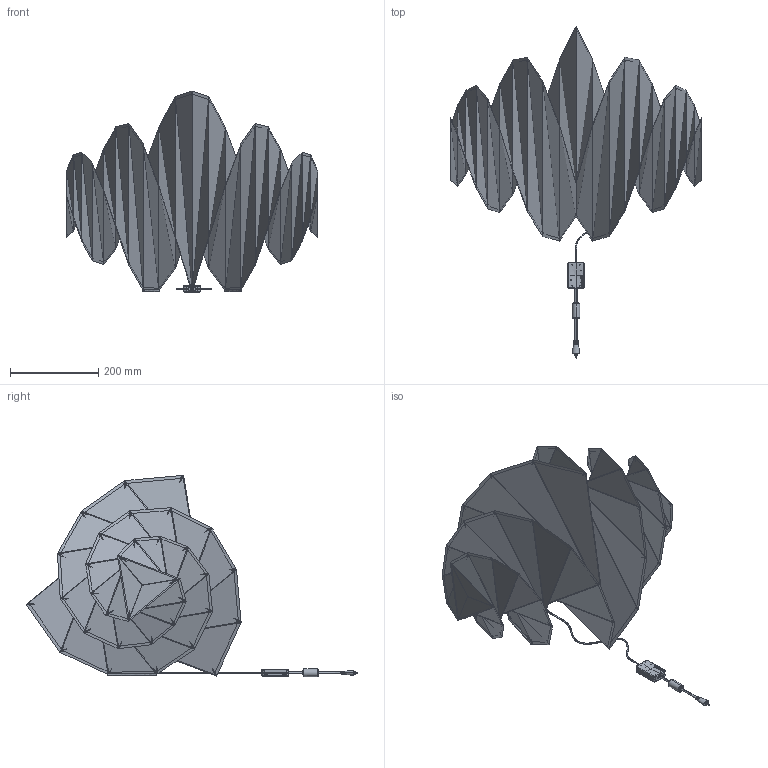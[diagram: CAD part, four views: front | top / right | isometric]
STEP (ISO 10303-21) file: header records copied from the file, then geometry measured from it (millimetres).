
FILE_DESCRIPTION(/* description */ (''),/* implementation_level */ '2;1');
FILE_NAME(/* name */ 'IN-EI TR 011_3D',/* time_stamp */ '2012-05-22T14:30:01+02:00',/* author */ (''),/* organization */ (''),/* preprocessor_version */ 'ST-DEVELOPER v10',/* originating_system */ '',/* authorisation */ '');
FILE_SCHEMA (('CONFIG_CONTROL_DESIGN'));
Length unit declared in the file: millimetre
Products named in the file (1): 1
Bounding box: 568.96 x 750.21 x 455.24 mm (x, y, z)
Volume: 924699.6 mm3; surface area: 3474080.3 mm2
Topology: 13 solids, 15 shells, 1620 faces, 4234 edges, 2688 vertices
Faces by surface type: bspline 1016, plane 604
Entity records: 58059 total; most frequent: CARTESIAN_POINT 32220, ORIENTED_EDGE 8362, EDGE_CURVE 4221, B_SPLINE_CURVE_WITH_KNOTS 3247, VERTEX_POINT 2684, EDGE_LOOP 1717, ADVANCED_FACE 1619, FACE_OUTER_BOUND 1619
